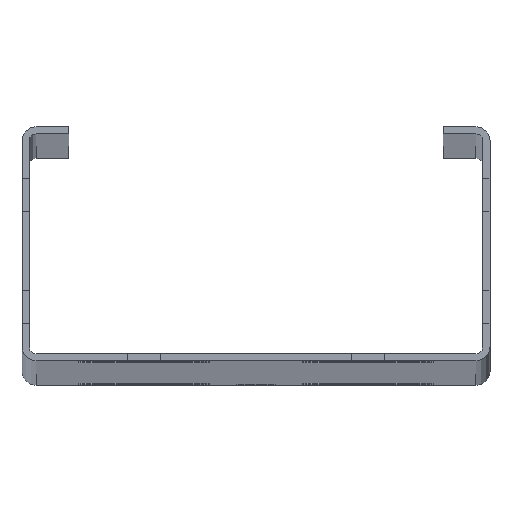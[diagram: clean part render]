
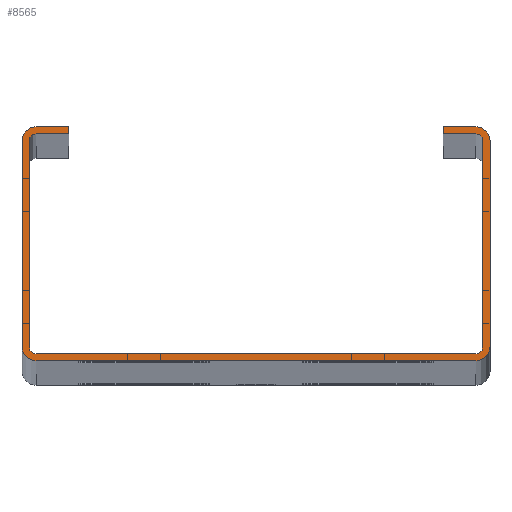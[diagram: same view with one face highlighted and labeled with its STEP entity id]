
A CAD part, top view. The second image highlights one B-rep face of the part: STEP entity #8565.
In plain terms, the highlighted planar face has unit normal (0, 0, 1).
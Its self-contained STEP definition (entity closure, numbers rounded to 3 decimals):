
#2778=DIRECTION('',(-1.,0.,0.));
#2779=VECTOR('',#2778,7.);
#2780=CARTESIAN_POINT('',(-40.,50.,1500.));
#2781=LINE('',#2780,#2779);
#2782=DIRECTION('',(0.,1.,0.));
#2783=VECTOR('',#2782,1.5);
#2784=CARTESIAN_POINT('',(-40.,48.5,1500.));
#2785=LINE('',#2784,#2783);
#2786=DIRECTION('',(1.,0.,0.));
#2787=VECTOR('',#2786,7.);
#2788=CARTESIAN_POINT('',(-47.,48.5,1500.));
#2789=LINE('',#2788,#2787);
#2790=CARTESIAN_POINT('',(-47.,47.,1500.));
#2791=DIRECTION('',(0.,0.,-1.));
#2792=DIRECTION('',(-1.,0.,0.));
#2793=AXIS2_PLACEMENT_3D('',#2790,#2791,#2792);
#2795=DIRECTION('',(0.,1.,0.));
#2796=VECTOR('',#2795,44.);
#2797=CARTESIAN_POINT('',(-48.5,3.,1500.));
#2798=LINE('',#2797,#2796);
#2799=CARTESIAN_POINT('',(-47.,3.,1500.));
#2800=DIRECTION('',(0.,0.,-1.));
#2801=DIRECTION('',(0.,-1.,0.));
#2802=AXIS2_PLACEMENT_3D('',#2799,#2800,#2801);
#2804=DIRECTION('',(-1.,0.,0.));
#2805=VECTOR('',#2804,94.);
#2806=CARTESIAN_POINT('',(47.,1.5,1500.));
#2807=LINE('',#2806,#2805);
#2808=CARTESIAN_POINT('',(47.,3.,1500.));
#2809=DIRECTION('',(0.,0.,-1.));
#2810=DIRECTION('',(1.,0.,0.));
#2811=AXIS2_PLACEMENT_3D('',#2808,#2809,#2810);
#2813=DIRECTION('',(0.,-1.,0.));
#2814=VECTOR('',#2813,44.);
#2815=CARTESIAN_POINT('',(48.5,47.,1500.));
#2816=LINE('',#2815,#2814);
#2817=CARTESIAN_POINT('',(47.,47.,1500.));
#2818=DIRECTION('',(0.,0.,-1.));
#2819=DIRECTION('',(0.,1.,0.));
#2820=AXIS2_PLACEMENT_3D('',#2817,#2818,#2819);
#2822=DIRECTION('',(1.,0.,0.));
#2823=VECTOR('',#2822,7.);
#2824=CARTESIAN_POINT('',(40.,48.5,1500.));
#2825=LINE('',#2824,#2823);
#2826=DIRECTION('',(0.,-1.,0.));
#2827=VECTOR('',#2826,1.5);
#2828=CARTESIAN_POINT('',(40.,50.,1500.));
#2829=LINE('',#2828,#2827);
#2830=DIRECTION('',(-1.,0.,0.));
#2831=VECTOR('',#2830,7.);
#2832=CARTESIAN_POINT('',(47.,50.,1500.));
#2833=LINE('',#2832,#2831);
#2834=CARTESIAN_POINT('',(47.,47.,1500.));
#2835=DIRECTION('',(0.,0.,1.));
#2836=DIRECTION('',(1.,0.,0.));
#2837=AXIS2_PLACEMENT_3D('',#2834,#2835,#2836);
#2839=DIRECTION('',(0.,1.,0.));
#2840=VECTOR('',#2839,44.);
#2841=CARTESIAN_POINT('',(50.,3.,1500.));
#2842=LINE('',#2841,#2840);
#2843=CARTESIAN_POINT('',(47.,3.,1500.));
#2844=DIRECTION('',(0.,0.,1.));
#2845=DIRECTION('',(0.,-1.,0.));
#2846=AXIS2_PLACEMENT_3D('',#2843,#2844,#2845);
#2848=DIRECTION('',(1.,0.,0.));
#2849=VECTOR('',#2848,94.);
#2850=CARTESIAN_POINT('',(-47.,0.,1500.));
#2851=LINE('',#2850,#2849);
#2852=CARTESIAN_POINT('',(-47.,3.,1500.));
#2853=DIRECTION('',(0.,0.,1.));
#2854=DIRECTION('',(-1.,0.,0.));
#2855=AXIS2_PLACEMENT_3D('',#2852,#2853,#2854);
#2857=DIRECTION('',(0.,-1.,0.));
#2858=VECTOR('',#2857,44.);
#2859=CARTESIAN_POINT('',(-50.,47.,1500.));
#2860=LINE('',#2859,#2858);
#2861=CARTESIAN_POINT('',(-47.,47.,1500.));
#2862=DIRECTION('',(0.,0.,1.));
#2863=DIRECTION('',(0.,1.,0.));
#2864=AXIS2_PLACEMENT_3D('',#2861,#2862,#2863);
#4970=CARTESIAN_POINT('',(-50.,47.,1500.));
#4971=CARTESIAN_POINT('',(-50.,3.,1500.));
#4972=VERTEX_POINT('',#4970);
#4973=VERTEX_POINT('',#4971);
#4974=CARTESIAN_POINT('',(-47.,0.,1500.));
#4975=VERTEX_POINT('',#4974);
#4976=CARTESIAN_POINT('',(47.,0.,1500.));
#4977=VERTEX_POINT('',#4976);
#4978=CARTESIAN_POINT('',(50.,3.,1500.));
#4979=VERTEX_POINT('',#4978);
#4980=CARTESIAN_POINT('',(50.,47.,1500.));
#4981=VERTEX_POINT('',#4980);
#4982=CARTESIAN_POINT('',(48.5,47.,1500.));
#4983=CARTESIAN_POINT('',(48.5,3.,1500.));
#4984=VERTEX_POINT('',#4982);
#4985=VERTEX_POINT('',#4983);
#4986=CARTESIAN_POINT('',(47.,1.5,1500.));
#4987=VERTEX_POINT('',#4986);
#4988=CARTESIAN_POINT('',(-47.,1.5,1500.));
#4989=VERTEX_POINT('',#4988);
#4990=CARTESIAN_POINT('',(-48.5,3.,1500.));
#4991=VERTEX_POINT('',#4990);
#4992=CARTESIAN_POINT('',(-48.5,47.,1500.));
#4993=VERTEX_POINT('',#4992);
#5010=CARTESIAN_POINT('',(-40.,50.,1500.));
#5011=CARTESIAN_POINT('',(-47.,50.,1500.));
#5012=VERTEX_POINT('',#5010);
#5013=VERTEX_POINT('',#5011);
#5014=CARTESIAN_POINT('',(47.,50.,1500.));
#5015=VERTEX_POINT('',#5014);
#5016=CARTESIAN_POINT('',(40.,50.,1500.));
#5017=VERTEX_POINT('',#5016);
#5018=CARTESIAN_POINT('',(40.,48.5,1500.));
#5019=VERTEX_POINT('',#5018);
#5020=CARTESIAN_POINT('',(47.,48.5,1500.));
#5021=VERTEX_POINT('',#5020);
#5022=CARTESIAN_POINT('',(-47.,48.5,1500.));
#5023=VERTEX_POINT('',#5022);
#5024=CARTESIAN_POINT('',(-40.,48.5,1500.));
#5025=VERTEX_POINT('',#5024);
#8538=CARTESIAN_POINT('',(0.,0.,1500.));
#8539=DIRECTION('',(0.,0.,1.));
#8540=DIRECTION('',(1.,0.,0.));
#8541=AXIS2_PLACEMENT_3D('',#8538,#8539,#8540);
#8542=PLANE('',#8541);
#8543=ORIENTED_EDGE('',*,*,#6522,.F.);
#8544=ORIENTED_EDGE('',*,*,#6537,.F.);
#8545=ORIENTED_EDGE('',*,*,#6551,.F.);
#8546=ORIENTED_EDGE('',*,*,#6565,.F.);
#8547=ORIENTED_EDGE('',*,*,#6579,.F.);
#8548=ORIENTED_EDGE('',*,*,#6865,.F.);
#8549=ORIENTED_EDGE('',*,*,#6879,.F.);
#8550=ORIENTED_EDGE('',*,*,#7221,.F.);
#8551=ORIENTED_EDGE('',*,*,#7235,.F.);
#8552=ORIENTED_EDGE('',*,*,#7521,.F.);
#8553=ORIENTED_EDGE('',*,*,#7535,.F.);
#8554=ORIENTED_EDGE('',*,*,#7549,.F.);
#8555=ORIENTED_EDGE('',*,*,#7563,.F.);
#8556=ORIENTED_EDGE('',*,*,#7577,.F.);
#8557=ORIENTED_EDGE('',*,*,#7591,.F.);
#8558=ORIENTED_EDGE('',*,*,#7877,.F.);
#8559=ORIENTED_EDGE('',*,*,#7891,.F.);
#8560=ORIENTED_EDGE('',*,*,#8233,.F.);
#8561=ORIENTED_EDGE('',*,*,#8247,.F.);
#8562=ORIENTED_EDGE('',*,*,#8532,.F.);
#8563=EDGE_LOOP('',(#8543,#8544,#8545,#8546,#8547,#8548,#8549,#8550,#8551,#8552,
#8553,#8554,#8555,#8556,#8557,#8558,#8559,#8560,#8561,#8562));
#8564=FACE_OUTER_BOUND('',#8563,.F.);
#8565=ADVANCED_FACE('',(#8564),#8542,.T.);
#2794=CIRCLE('',#2793,1.5);
#2803=CIRCLE('',#2802,1.5);
#2812=CIRCLE('',#2811,1.5);
#2821=CIRCLE('',#2820,1.5);
#2838=CIRCLE('',#2837,3.);
#2847=CIRCLE('',#2846,3.);
#2856=CIRCLE('',#2855,3.);
#2865=CIRCLE('',#2864,3.);
#6522=EDGE_CURVE('',#5012,#5013,#2781,.T.);
#6537=EDGE_CURVE('',#5025,#5012,#2785,.T.);
#6551=EDGE_CURVE('',#5023,#5025,#2789,.T.);
#6565=EDGE_CURVE('',#4993,#5023,#2794,.T.);
#6579=EDGE_CURVE('',#4991,#4993,#2798,.T.);
#6865=EDGE_CURVE('',#4989,#4991,#2803,.T.);
#6879=EDGE_CURVE('',#4987,#4989,#2807,.T.);
#7221=EDGE_CURVE('',#4985,#4987,#2812,.T.);
#7235=EDGE_CURVE('',#4984,#4985,#2816,.T.);
#7521=EDGE_CURVE('',#5021,#4984,#2821,.T.);
#7535=EDGE_CURVE('',#5019,#5021,#2825,.T.);
#7549=EDGE_CURVE('',#5017,#5019,#2829,.T.);
#7563=EDGE_CURVE('',#5015,#5017,#2833,.T.);
#7577=EDGE_CURVE('',#4981,#5015,#2838,.T.);
#7591=EDGE_CURVE('',#4979,#4981,#2842,.T.);
#7877=EDGE_CURVE('',#4977,#4979,#2847,.T.);
#7891=EDGE_CURVE('',#4975,#4977,#2851,.T.);
#8233=EDGE_CURVE('',#4973,#4975,#2856,.T.);
#8247=EDGE_CURVE('',#4972,#4973,#2860,.T.);
#8532=EDGE_CURVE('',#5013,#4972,#2865,.T.);
